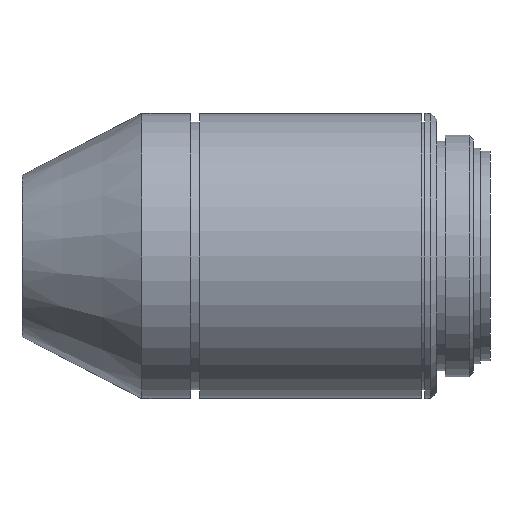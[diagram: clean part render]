
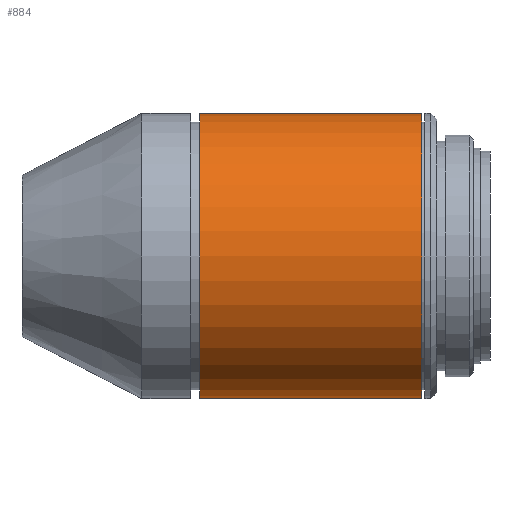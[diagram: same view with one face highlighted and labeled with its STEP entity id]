
A CAD part, front view. The second image highlights one B-rep face of the part: STEP entity #884.
In plain terms, the highlighted cylindrical face has radius 12 mm (diameter 24 mm), a partial arc.
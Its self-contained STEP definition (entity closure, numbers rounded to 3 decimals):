
#14 = ORIENTED_EDGE ( 'NONE', *, *, #860, .T. ) ;
#17 = CARTESIAN_POINT ( 'NONE',  ( -24.45, 0., 12. ) ) ;
#49 = AXIS2_PLACEMENT_3D ( 'NONE', #557, #851, #858 ) ;
#79 = CIRCLE ( 'NONE', #384, 12. ) ;
#129 = ORIENTED_EDGE ( 'NONE', *, *, #296, .F. ) ;
#142 = CARTESIAN_POINT ( 'NONE',  ( -5.75, 0., 12. ) ) ;
#192 = CARTESIAN_POINT ( 'NONE',  ( -24.45, 0., 0. ) ) ;
#205 = VECTOR ( 'NONE', #276, 1000. ) ;
#223 = EDGE_CURVE ( 'NONE', #564, #636, #79, .T. ) ;
#255 = DIRECTION ( 'NONE',  ( 0., 0., -1. ) ) ;
#276 = DIRECTION ( 'NONE',  ( 1., 0., 0. ) ) ;
#296 = EDGE_CURVE ( 'NONE', #564, #396, #695, .T. ) ;
#360 = CYLINDRICAL_SURFACE ( 'NONE', #49, 12. ) ;
#373 = EDGE_CURVE ( 'NONE', #396, #696, #618, .T. ) ;
#382 = VECTOR ( 'NONE', #633, 1000. ) ;
#384 = AXIS2_PLACEMENT_3D ( 'NONE', #192, #772, #255 ) ;
#396 = VERTEX_POINT ( 'NONE', #142 ) ;
#411 = CARTESIAN_POINT ( 'NONE',  ( -24.45, 0., -12. ) ) ;
#452 = DIRECTION ( 'NONE',  ( 0., 0., -1. ) ) ;
#484 = ORIENTED_EDGE ( 'NONE', *, *, #223, .T. ) ;
#515 = CARTESIAN_POINT ( 'NONE',  ( -5.75, 0., 0. ) ) ;
#517 = DIRECTION ( 'NONE',  ( 1., 0., 0. ) ) ;
#557 = CARTESIAN_POINT ( 'NONE',  ( 29.855, 0., 0. ) ) ;
#564 = VERTEX_POINT ( 'NONE', #17 ) ;
#588 = ORIENTED_EDGE ( 'NONE', *, *, #373, .F. ) ;
#618 = CIRCLE ( 'NONE', #673, 12. ) ;
#633 = DIRECTION ( 'NONE',  ( 1., 0., 0. ) ) ;
#636 = VERTEX_POINT ( 'NONE', #411 ) ;
#673 = AXIS2_PLACEMENT_3D ( 'NONE', #515, #517, #452 ) ;
#695 = LINE ( 'NONE', #870, #205 ) ;
#696 = VERTEX_POINT ( 'NONE', #922 ) ;
#752 = LINE ( 'NONE', #855, #382 ) ;
#769 = EDGE_LOOP ( 'NONE', ( #129, #484, #14, #588 ) ) ;
#772 = DIRECTION ( 'NONE',  ( 1., 0., 0. ) ) ;
#805 = FACE_OUTER_BOUND ( 'NONE', #769, .T. ) ;
#851 = DIRECTION ( 'NONE',  ( 1., 0., 0. ) ) ;
#855 = CARTESIAN_POINT ( 'NONE',  ( 29.855, 0., -12. ) ) ;
#858 = DIRECTION ( 'NONE',  ( 0., 0., -1. ) ) ;
#860 = EDGE_CURVE ( 'NONE', #636, #696, #752, .T. ) ;
#870 = CARTESIAN_POINT ( 'NONE',  ( 29.855, 0., 12. ) ) ;
#884 = ADVANCED_FACE ( 'NONE', ( #805 ), #360, .T. ) ;
#922 = CARTESIAN_POINT ( 'NONE',  ( -5.75, 0., -12. ) ) ;
